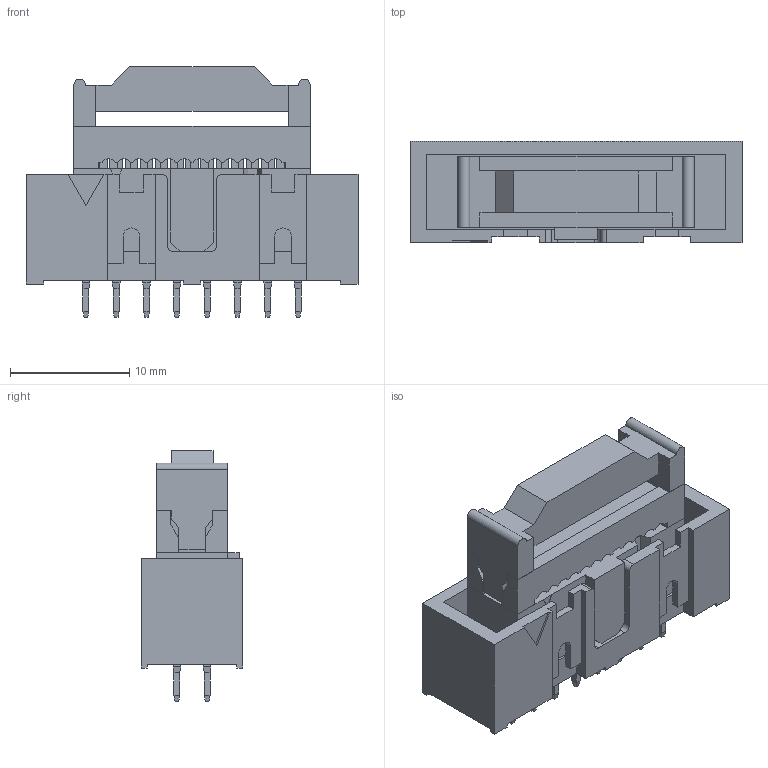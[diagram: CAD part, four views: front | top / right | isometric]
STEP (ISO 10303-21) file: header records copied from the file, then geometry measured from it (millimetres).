
FILE_DESCRIPTION(('FreeCAD Model'),'2;1');
FILE_NAME('Open CASCADE Shape Model','2023-07-12T20:16:11',(''),(''), 'Open CASCADE STEP processor 7.6','FreeCAD','Unknown');
FILE_SCHEMA(('AUTOMOTIVE_DESIGN { 1 0 10303 214 1 1 1 1 }'));
Length unit declared in the file: millimetre
Products named in the file (1): Compound001002001
Bounding box: 27.82 x 8.5 x 21.02 mm (x, y, z)
Volume: 2309.1 mm3; surface area: 4606.9 mm2
Topology: 16 solids, 16 shells, 1544 faces, 4024 edges, 2588 vertices
Faces by surface type: plane 1244, cylinder 204, revolution 96
Entity records: 52563 total; most frequent: CARTESIAN_POINT 9771, ORIENTED_EDGE 7440, PCURVE 7349, LINE 4839, EDGE_CURVE 4024, SURFACE_CURVE 3862, VERTEX_POINT 2586, DEFINITIONAL_REPRESENTATION 2252
